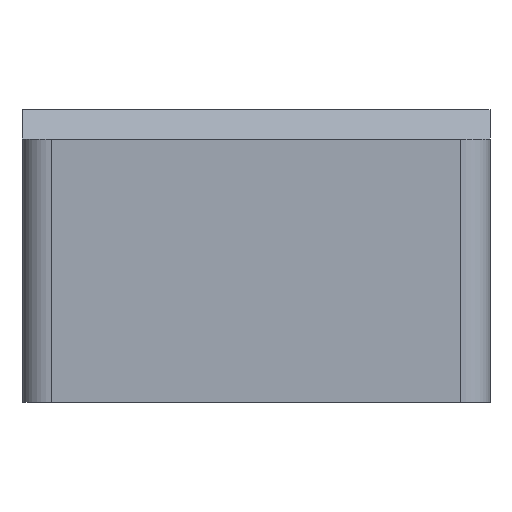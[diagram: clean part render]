
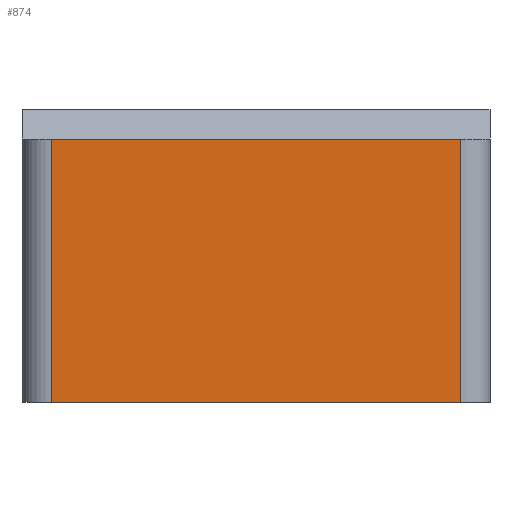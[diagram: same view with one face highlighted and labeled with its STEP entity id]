
A CAD part, front view. The second image highlights one B-rep face of the part: STEP entity #874.
In plain terms, the highlighted planar face has unit normal (0, -1, 0).
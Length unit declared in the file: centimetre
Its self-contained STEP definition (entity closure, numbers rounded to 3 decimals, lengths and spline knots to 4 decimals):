
#33=LINE($,#1290,#137);
#34=LINE($,#1294,#138);
#35=LINE($,#1296,#139);
#36=LINE($,#1297,#140);
#137=VECTOR($,#1038,0.9);
#138=VECTOR($,#1043,1.4);
#139=VECTOR($,#1044,0.9);
#140=VECTOR($,#1045,1.4);
#253=FACE_OUTER_BOUND($,#302,.T.);
#302=EDGE_LOOP($,(#617,#618,#619,#620));
#398=VERTEX_POINT($,#1287);
#399=VERTEX_POINT($,#1289);
#400=VERTEX_POINT($,#1293);
#401=VERTEX_POINT($,#1295);
#486=EDGE_CURVE($,#398,#399,#33,.T.);
#488=EDGE_CURVE($,#400,#398,#34,.T.);
#489=EDGE_CURVE($,#401,#400,#35,.T.);
#490=EDGE_CURVE($,#399,#401,#36,.F.);
#617=ORIENTED_EDGE($,*,*,#486,.F.);
#618=ORIENTED_EDGE($,*,*,#488,.F.);
#619=ORIENTED_EDGE($,*,*,#489,.F.);
#620=ORIENTED_EDGE($,*,*,#490,.F.);
#830=PLANE($,#934);
#874=ADVANCED_FACE($,(#253),#830,.T.);
#934=AXIS2_PLACEMENT_3D($,#1292,#1041,#1042);
#1038=DIRECTION($,(0.,0.,1.));
#1041=DIRECTION('center_axis',(0.,-1.,0.));
#1042=DIRECTION('ref_axis',(-1.,0.,0.));
#1043=DIRECTION($,(-1.,0.,0.));
#1044=DIRECTION($,(0.,0.,-1.));
#1045=DIRECTION($,(-1.,0.,0.));
#1287=CARTESIAN_POINT('',(-1.5,-5.,-0.4));
#1289=CARTESIAN_POINT('',(-1.5,-5.,0.5));
#1290=CARTESIAN_POINT($,(-1.5,-5.,0.));
#1292=CARTESIAN_POINT('Origin',(0.,-5.,0.));
#1293=CARTESIAN_POINT('',(-0.1,-5.,-0.4));
#1294=CARTESIAN_POINT($,(-0.4,-5.,-0.4));
#1295=CARTESIAN_POINT('',(-0.1,-5.,0.5));
#1296=CARTESIAN_POINT($,(-0.1,-5.,0.));
#1297=CARTESIAN_POINT($,(-0.4,-5.,0.5));
